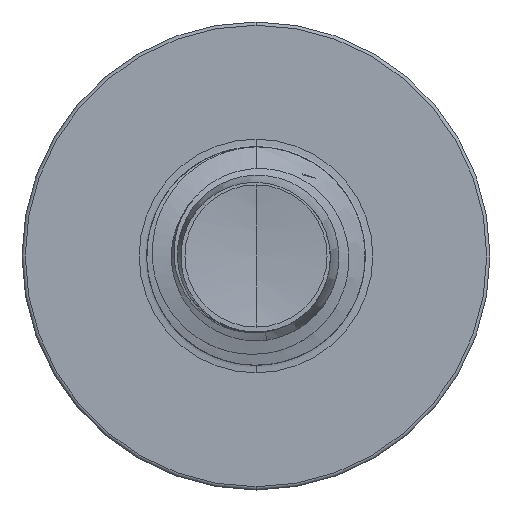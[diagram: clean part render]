
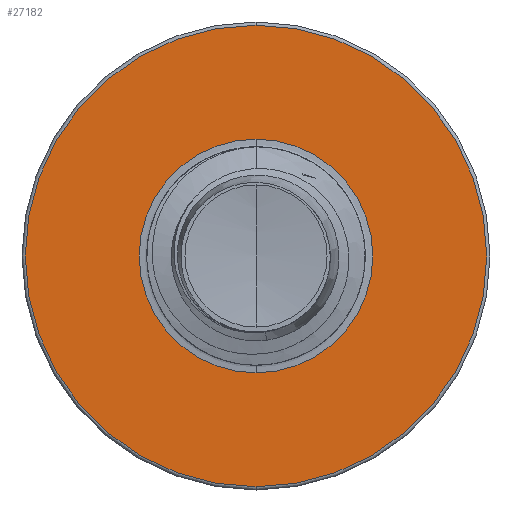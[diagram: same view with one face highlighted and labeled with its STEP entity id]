
A CAD part, front view. The second image highlights one B-rep face of the part: STEP entity #27182.
In plain terms, the highlighted planar face has unit normal (0, -1, 0).
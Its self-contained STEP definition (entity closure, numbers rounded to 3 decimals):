
#1936 = EDGE_CURVE ( 'NONE', #19973, #33714, #26573, .T. ) ;
#2437 = AXIS2_PLACEMENT_3D ( 'NONE', #22582, #5678, #25445 ) ;
#3615 = AXIS2_PLACEMENT_3D ( 'NONE', #26027, #9113, #28807 ) ;
#4393 = CIRCLE ( 'NONE', #25081, 3.698 ) ;
#4971 = ORIENTED_EDGE ( 'NONE', *, *, #16296, .F. ) ;
#5135 = DIRECTION ( 'NONE',  ( 0., 1., 0. ) ) ;
#5678 = DIRECTION ( 'NONE',  ( 0., 1., 0. ) ) ;
#7118 = EDGE_CURVE ( 'NONE', #25911, #10058, #29169, .T. ) ;
#9106 = FACE_BOUND ( 'NONE', #31135, .T. ) ;
#9113 = DIRECTION ( 'NONE',  ( 0., 1., 0. ) ) ;
#9630 = ORIENTED_EDGE ( 'NONE', *, *, #7118, .T. ) ;
#10058 = VERTEX_POINT ( 'NONE', #30402 ) ;
#10077 = CARTESIAN_POINT ( 'NONE',  ( 0., 14., -3.697 ) ) ;
#14716 = DIRECTION ( 'NONE',  ( 0., 1., 0. ) ) ;
#15389 = AXIS2_PLACEMENT_3D ( 'NONE', #31555, #14716, #34357 ) ;
#16296 = EDGE_CURVE ( 'NONE', #33714, #19973, #4393, .T. ) ;
#16601 = FACE_OUTER_BOUND ( 'NONE', #30248, .T. ) ;
#19227 = DIRECTION ( 'NONE',  ( 0., 0., 1. ) ) ;
#19973 = VERTEX_POINT ( 'NONE', #10077 ) ;
#22037 = CARTESIAN_POINT ( 'NONE',  ( 0., 14., 0. ) ) ;
#22279 = ORIENTED_EDGE ( 'NONE', *, *, #26008, .T. ) ;
#22582 = CARTESIAN_POINT ( 'NONE',  ( 0., 14., 0. ) ) ;
#22809 = CARTESIAN_POINT ( 'NONE',  ( 0., 14., 1.872 ) ) ;
#23725 = AXIS2_PLACEMENT_3D ( 'NONE', #33207, #35996, #19227 ) ;
#24902 = DIRECTION ( 'NONE',  ( 0., 0., 1. ) ) ;
#25081 = AXIS2_PLACEMENT_3D ( 'NONE', #22037, #5135, #24902 ) ;
#25445 = DIRECTION ( 'NONE',  ( 0., 0., 1. ) ) ;
#25911 = VERTEX_POINT ( 'NONE', #22809 ) ;
#26008 = EDGE_CURVE ( 'NONE', #10058, #25911, #29358, .T. ) ;
#26027 = CARTESIAN_POINT ( 'NONE',  ( 0., 14., 0. ) ) ;
#26573 = CIRCLE ( 'NONE', #15389, 3.698 ) ;
#27182 = ADVANCED_FACE ( 'NONE', ( #16601, #9106 ), #36440, .F. ) ;
#28807 = DIRECTION ( 'NONE',  ( 0., 0., 1. ) ) ;
#29169 = CIRCLE ( 'NONE', #2437, 1.872 ) ;
#29358 = CIRCLE ( 'NONE', #3615, 1.872 ) ;
#30248 = EDGE_LOOP ( 'NONE', ( #4971, #32052 ) ) ;
#30402 = CARTESIAN_POINT ( 'NONE',  ( 0., 14., -1.872 ) ) ;
#31135 = EDGE_LOOP ( 'NONE', ( #9630, #22279 ) ) ;
#31555 = CARTESIAN_POINT ( 'NONE',  ( 0., 14., 0. ) ) ;
#32052 = ORIENTED_EDGE ( 'NONE', *, *, #1936, .F. ) ;
#32418 = CARTESIAN_POINT ( 'NONE',  ( 0., 14., 3.698 ) ) ;
#33207 = CARTESIAN_POINT ( 'NONE',  ( 0., 14., -1.872 ) ) ;
#33714 = VERTEX_POINT ( 'NONE', #32418 ) ;
#34357 = DIRECTION ( 'NONE',  ( 0., 0., 1. ) ) ;
#35996 = DIRECTION ( 'NONE',  ( 0., 1., 0. ) ) ;
#36440 = PLANE ( 'NONE',  #23725 ) ;
